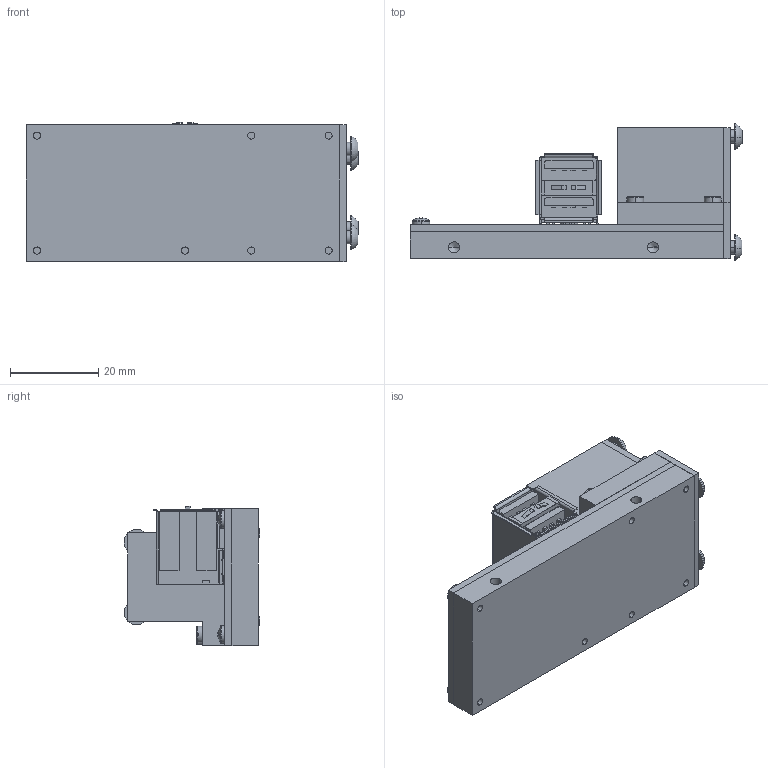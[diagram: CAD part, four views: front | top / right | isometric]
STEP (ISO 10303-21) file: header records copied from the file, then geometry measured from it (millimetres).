
FILE_DESCRIPTION (( 'STEP AP214' ), '1' );
FILE_NAME ('43488~0.STEP', '2018-10-31T10:53:46', ( '' ), ( '' ), 'SwSTEP 2.0', 'SolidWorks 2018', '' );
FILE_SCHEMA (( 'AUTOMOTIVE_DESIGN' ));
Length unit declared in the file: millimetre
Products named in the file (29): 2971~0; ISO7380~n; 51354~0; 44182~0_S; 43768~0; ISO7380~n_M03,0x006; K_14609~0; K_14610~0; 43488~0; 43458~0_S; 51354~0_S; 44182~0; 43768~0_ISO 7045 - M2 x 6; K_14609~0_S; K_14610~0_S
Assembly tree (21 placements, depth 3):
  2971~0
  ISO7380~n
  51354~0
  ISO7380~n
  43768~0
Bounding box: 75.15 x 30.78 x 31.5 mm (x, y, z)
Volume: 29878.3 mm3; surface area: 19449.6 mm2
Topology: 20 solids, 20 shells, 1270 faces, 3384 edges, 2178 vertices
Faces by surface type: plane 755, cylinder 348, cone 105, torus 48, sphere 14
Entity records: 21792 total; most frequent: CARTESIAN_POINT 3409, ORIENTED_EDGE 2902, DIRECTION 2809, EDGE_CURVE 1451, VECTOR 971, LINE 971, VERTEX_POINT 955, AXIS2_PLACEMENT_3D 919
